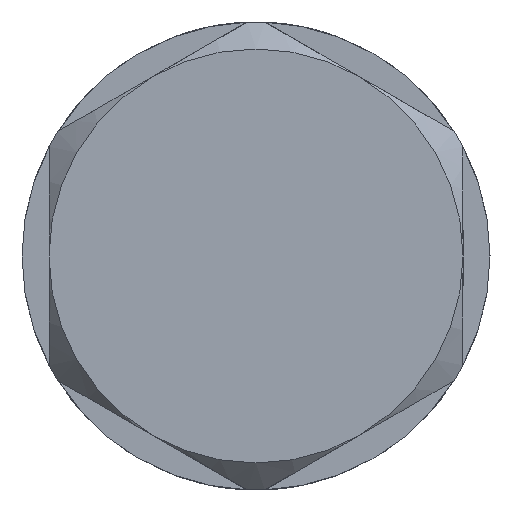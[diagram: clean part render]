
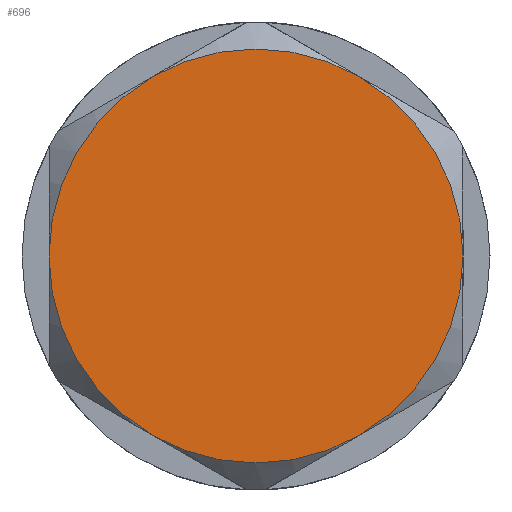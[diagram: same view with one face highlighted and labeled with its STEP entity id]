
A CAD part, left-side view. The second image highlights one B-rep face of the part: STEP entity #696.
In plain terms, the highlighted face is planar.
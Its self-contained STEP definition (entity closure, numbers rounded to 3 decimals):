
#29 = AXIS2_PLACEMENT_3D ( 'NONE', #3693, #890, #1352 ) ;
#216 = CIRCLE ( 'NONE', #3154, 23. ) ;
#309 = AXIS2_PLACEMENT_3D ( 'NONE', #5007, #4252, #3858 ) ;
#360 = DIRECTION ( 'NONE',  ( 0., 0., 1. ) ) ;
#370 = FACE_OUTER_BOUND ( 'NONE', #4600, .T. ) ;
#482 = DIRECTION ( 'NONE',  ( 1., 0., 0. ) ) ;
#620 = DIRECTION ( 'NONE',  ( 0., 0., 1. ) ) ;
#683 = CARTESIAN_POINT ( 'NONE',  ( -11.5, -19.919, 9. ) ) ;
#696 = ADVANCED_FACE ( 'NONE', ( #370 ), #1597, .T. ) ;
#842 = EDGE_CURVE ( 'NONE', #3037, #2681, #1694, .T. ) ;
#846 = CARTESIAN_POINT ( 'NONE',  ( 0., 0., 9. ) ) ;
#890 = DIRECTION ( 'NONE',  ( 0., 0., 1. ) ) ;
#1216 = CIRCLE ( 'NONE', #309, 23. ) ;
#1219 = CARTESIAN_POINT ( 'NONE',  ( 0., 0., 9. ) ) ;
#1264 = DIRECTION ( 'NONE',  ( 1., 0., 0. ) ) ;
#1284 = ORIENTED_EDGE ( 'NONE', *, *, #1568, .T. ) ;
#1352 = DIRECTION ( 'NONE',  ( 1., 0., 0. ) ) ;
#1540 = CIRCLE ( 'NONE', #5155, 23. ) ;
#1568 = EDGE_CURVE ( 'NONE', #3247, #3903, #1540, .T. ) ;
#1597 = PLANE ( 'NONE',  #4809 ) ;
#1694 = CIRCLE ( 'NONE', #29, 23. ) ;
#1846 = CARTESIAN_POINT ( 'NONE',  ( 11.5, -19.919, 9. ) ) ;
#1936 = CARTESIAN_POINT ( 'NONE',  ( 23., 0., 9. ) ) ;
#1987 = DIRECTION ( 'NONE',  ( 0., 0., 1. ) ) ;
#2056 = AXIS2_PLACEMENT_3D ( 'NONE', #3990, #360, #2734 ) ;
#2146 = CARTESIAN_POINT ( 'NONE',  ( 0., 0., 9. ) ) ;
#2417 = DIRECTION ( 'NONE',  ( 1., 0., 0. ) ) ;
#2424 = EDGE_CURVE ( 'NONE', #3903, #2717, #3986, .T. ) ;
#2437 = ORIENTED_EDGE ( 'NONE', *, *, #2424, .T. ) ;
#2681 = VERTEX_POINT ( 'NONE', #3964 ) ;
#2694 = EDGE_CURVE ( 'NONE', #4465, #3247, #4329, .T. ) ;
#2717 = VERTEX_POINT ( 'NONE', #1936 ) ;
#2734 = DIRECTION ( 'NONE',  ( 1., 0., 0. ) ) ;
#2809 = CARTESIAN_POINT ( 'NONE',  ( 0., 0., 9. ) ) ;
#3037 = VERTEX_POINT ( 'NONE', #3270 ) ;
#3086 = ORIENTED_EDGE ( 'NONE', *, *, #2694, .T. ) ;
#3154 = AXIS2_PLACEMENT_3D ( 'NONE', #846, #1987, #1264 ) ;
#3157 = CARTESIAN_POINT ( 'NONE',  ( -23., 0., 9. ) ) ;
#3247 = VERTEX_POINT ( 'NONE', #683 ) ;
#3270 = CARTESIAN_POINT ( 'NONE',  ( 11.5, 19.919, 9. ) ) ;
#3653 = EDGE_CURVE ( 'NONE', #2681, #4465, #216, .T. ) ;
#3693 = CARTESIAN_POINT ( 'NONE',  ( 0., 0., 9. ) ) ;
#3858 = DIRECTION ( 'NONE',  ( 1., 0., 0. ) ) ;
#3903 = VERTEX_POINT ( 'NONE', #1846 ) ;
#3964 = CARTESIAN_POINT ( 'NONE',  ( -11.5, 19.919, 9. ) ) ;
#3986 = CIRCLE ( 'NONE', #4820, 23. ) ;
#3990 = CARTESIAN_POINT ( 'NONE',  ( 0., 0., 9. ) ) ;
#4252 = DIRECTION ( 'NONE',  ( 0., 0., 1. ) ) ;
#4310 = ORIENTED_EDGE ( 'NONE', *, *, #842, .T. ) ;
#4329 = CIRCLE ( 'NONE', #2056, 23. ) ;
#4380 = ORIENTED_EDGE ( 'NONE', *, *, #5136, .T. ) ;
#4414 = DIRECTION ( 'NONE',  ( 0., 0., 1. ) ) ;
#4465 = VERTEX_POINT ( 'NONE', #3157 ) ;
#4600 = EDGE_LOOP ( 'NONE', ( #2437, #4380, #4310, #5135, #3086, #1284 ) ) ;
#4638 = DIRECTION ( 'NONE',  ( 1., 0., 0. ) ) ;
#4809 = AXIS2_PLACEMENT_3D ( 'NONE', #2809, #4414, #2417 ) ;
#4820 = AXIS2_PLACEMENT_3D ( 'NONE', #2146, #620, #4638 ) ;
#4846 = DIRECTION ( 'NONE',  ( 0., 0., 1. ) ) ;
#5007 = CARTESIAN_POINT ( 'NONE',  ( 0., 0., 9. ) ) ;
#5135 = ORIENTED_EDGE ( 'NONE', *, *, #3653, .T. ) ;
#5136 = EDGE_CURVE ( 'NONE', #2717, #3037, #1216, .T. ) ;
#5155 = AXIS2_PLACEMENT_3D ( 'NONE', #1219, #4846, #482 ) ;
